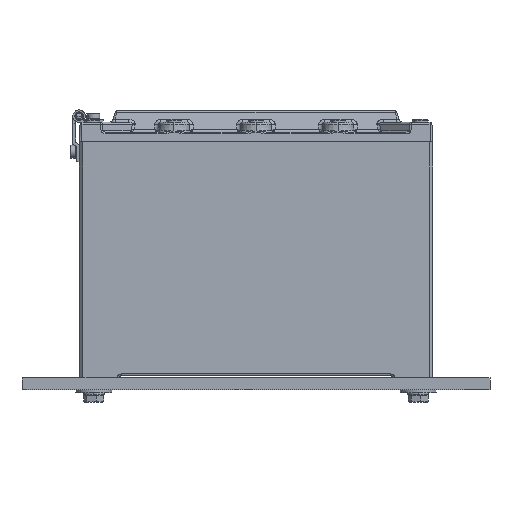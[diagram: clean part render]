
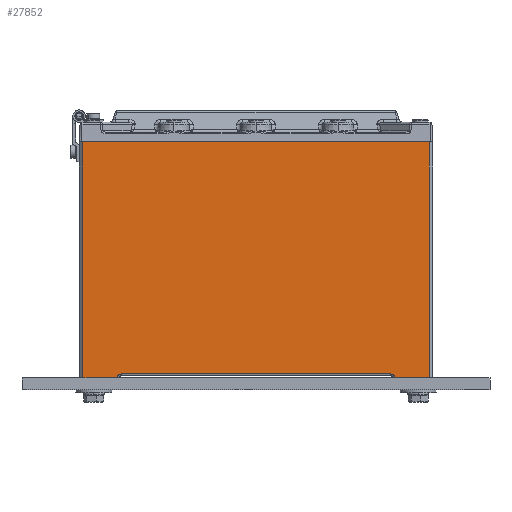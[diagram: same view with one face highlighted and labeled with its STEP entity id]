
A CAD part, front view. The second image highlights one B-rep face of the part: STEP entity #27852.
In plain terms, the highlighted planar face has unit normal (0, -1, 0).
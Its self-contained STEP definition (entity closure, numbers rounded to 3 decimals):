
#362 = AXIS2_PLACEMENT_3D ( 'NONE', #10722, #10723, #10724 ) ;
#365 = AXIS2_PLACEMENT_3D ( 'NONE', #10734, #10735, #10736 ) ;
#3804 = ORIENTED_EDGE ( 'NONE', *, *, #30955, .T. ) ;
#3809 = ORIENTED_EDGE ( 'NONE', *, *, #30944, .T. ) ;
#3817 = ORIENTED_EDGE ( 'NONE', *, *, #30948, .T. ) ;
#3824 = ORIENTED_EDGE ( 'NONE', *, *, #18945, .F. ) ;
#3830 = ORIENTED_EDGE ( 'NONE', *, *, #18833, .F. ) ;
#3833 = ORIENTED_EDGE ( 'NONE', *, *, #30947, .T. ) ;
#3859 = ORIENTED_EDGE ( 'NONE', *, *, #30954, .T. ) ;
#3864 = ORIENTED_EDGE ( 'NONE', *, *, #18867, .F. ) ;
#4713 = CIRCLE ( 'NONE', #362, 5. ) ;
#4715 = LINE ( 'NONE', #10729, #4718 ) ;
#4717 = CIRCLE ( 'NONE', #365, 5. ) ;
#4718 = VECTOR ( 'NONE', #10718, 1000. ) ;
#4728 = LINE ( 'NONE', #10746, #4731 ) ;
#4730 = LINE ( 'NONE', #10750, #4733 ) ;
#4731 = VECTOR ( 'NONE', #10748, 1000. ) ;
#4733 = VECTOR ( 'NONE', #10753, 1000. ) ;
#10718 = DIRECTION ( 'NONE',  ( 1., 0., 0. ) ) ;
#10722 = CARTESIAN_POINT ( 'NONE',  ( 137., -180., -243.5 ) ) ;
#10723 = DIRECTION ( 'NONE',  ( 0., 1., 0. ) ) ;
#10724 = DIRECTION ( 'NONE',  ( 0., 0., -1. ) ) ;
#10729 = CARTESIAN_POINT ( 'NONE',  ( 137., -180., -238.5 ) ) ;
#10734 = CARTESIAN_POINT ( 'NONE',  ( -137., -180., -243.5 ) ) ;
#10735 = DIRECTION ( 'NONE',  ( 0., 1., 0. ) ) ;
#10736 = DIRECTION ( 'NONE',  ( 0., 0., -1. ) ) ;
#10746 = CARTESIAN_POINT ( 'NONE',  ( 176., -180., -43. ) ) ;
#10748 = DIRECTION ( 'NONE',  ( 0., 0., 1. ) ) ;
#10750 = CARTESIAN_POINT ( 'NONE',  ( -176., -180., -43. ) ) ;
#10753 = DIRECTION ( 'NONE',  ( 0., 0., -1. ) ) ;
#18072 = VERTEX_POINT ( 'NONE', #38836 ) ;
#18078 = VERTEX_POINT ( 'NONE', #38842 ) ;
#18833 = EDGE_CURVE ( 'NONE', #19319, #19320, #41449, .T. ) ;
#18867 = EDGE_CURVE ( 'NONE', #19342, #19343, #41543, .T. ) ;
#18945 = EDGE_CURVE ( 'NONE', #19352, #19353, #41712, .T. ) ;
#19319 = VERTEX_POINT ( 'NONE', #45057 ) ;
#19320 = VERTEX_POINT ( 'NONE', #45058 ) ;
#19342 = VERTEX_POINT ( 'NONE', #45080 ) ;
#19343 = VERTEX_POINT ( 'NONE', #45081 ) ;
#19352 = VERTEX_POINT ( 'NONE', #45090 ) ;
#19353 = VERTEX_POINT ( 'NONE', #45091 ) ;
#19746 = EDGE_LOOP ( 'NONE', ( #3864, #3859, #3830, #3804, #3824, #3817, #3833, #3809 ) ) ;
#27852 = ADVANCED_FACE ( 'NONE', ( #42163 ), #47138, .T. ) ;
#30944 = EDGE_CURVE ( 'NONE', #18072, #19343, #4713, .T. ) ;
#30947 = EDGE_CURVE ( 'NONE', #18078, #18072, #4715, .T. ) ;
#30948 = EDGE_CURVE ( 'NONE', #19352, #18078, #4717, .T. ) ;
#30954 = EDGE_CURVE ( 'NONE', #19342, #19320, #4728, .T. ) ;
#30955 = EDGE_CURVE ( 'NONE', #19319, #19353, #4730, .T. ) ;
#38836 = CARTESIAN_POINT ( 'NONE',  ( 137., -180., -238.5 ) ) ;
#38842 = CARTESIAN_POINT ( 'NONE',  ( -137., -180., -238.5 ) ) ;
#41449 = LINE ( 'NONE', #44024, #41464 ) ;
#41464 = VECTOR ( 'NONE', #44019, 1000. ) ;
#41543 = LINE ( 'NONE', #44208, #41549 ) ;
#41549 = VECTOR ( 'NONE', #44209, 1000. ) ;
#41712 = LINE ( 'NONE', #44935, #41717 ) ;
#41717 = VECTOR ( 'NONE', #44936, 1000. ) ;
#42163 = FACE_OUTER_BOUND ( 'NONE', #19746, .T. ) ;
#42239 = AXIS2_PLACEMENT_3D ( 'NONE', #47134, #47142, #47143 ) ;
#44019 = DIRECTION ( 'NONE',  ( 1., 0., 0. ) ) ;
#44024 = CARTESIAN_POINT ( 'NONE',  ( -176., -180., -2.5 ) ) ;
#44208 = CARTESIAN_POINT ( 'NONE',  ( 180., -180., -242.5 ) ) ;
#44209 = DIRECTION ( 'NONE',  ( -1., 0., 0. ) ) ;
#44935 = CARTESIAN_POINT ( 'NONE',  ( 180., -180., -242.5 ) ) ;
#44936 = DIRECTION ( 'NONE',  ( -1., 0., 0. ) ) ;
#45057 = CARTESIAN_POINT ( 'NONE',  ( -176., -180., -2.5 ) ) ;
#45058 = CARTESIAN_POINT ( 'NONE',  ( 176., -180., -2.5 ) ) ;
#45080 = CARTESIAN_POINT ( 'NONE',  ( 176., -180., -242.5 ) ) ;
#45081 = CARTESIAN_POINT ( 'NONE',  ( 141.899, -180., -242.5 ) ) ;
#45090 = CARTESIAN_POINT ( 'NONE',  ( -141.899, -180., -242.5 ) ) ;
#45091 = CARTESIAN_POINT ( 'NONE',  ( -176., -180., -242.5 ) ) ;
#47134 = CARTESIAN_POINT ( 'NONE',  ( -180., -180., -43. ) ) ;
#47138 = PLANE ( 'NONE',  #42239 ) ;
#47142 = DIRECTION ( 'NONE',  ( 0., -1., 0. ) ) ;
#47143 = DIRECTION ( 'NONE',  ( 0., 0., -1. ) ) ;
